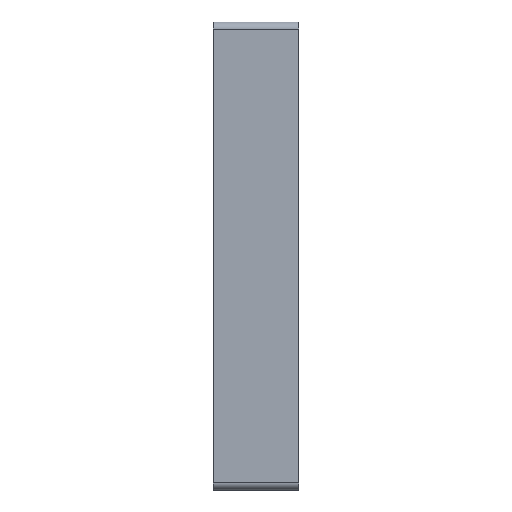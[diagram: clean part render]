
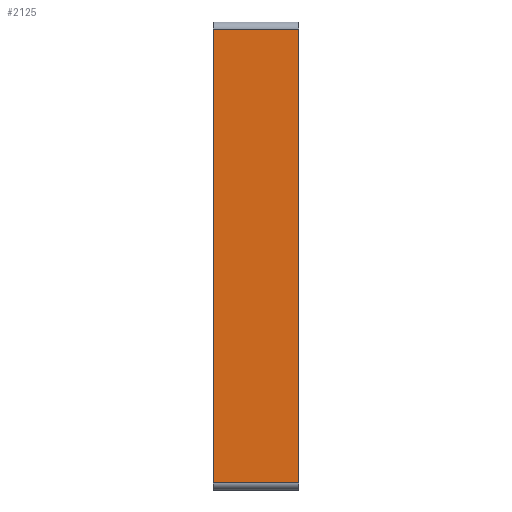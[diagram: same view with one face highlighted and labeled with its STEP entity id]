
A CAD part, left-side view. The second image highlights one B-rep face of the part: STEP entity #2125.
In plain terms, the highlighted planar face has unit normal (-1, 0, 0).
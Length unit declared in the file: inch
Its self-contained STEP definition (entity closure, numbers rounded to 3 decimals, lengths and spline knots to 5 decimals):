
#33 = DIRECTION ( 'NONE',  ( 0., 0., -1. ) ) ;
#75 = VERTEX_POINT ( 'NONE', #2458 ) ;
#334 = VECTOR ( 'NONE', #1944, 39.37008 ) ;
#399 = CARTESIAN_POINT ( 'NONE',  ( -2.125, -0.5, -2.0625 ) ) ;
#464 = EDGE_CURVE ( 'NONE', #601, #75, #2006, .T. ) ;
#563 = CARTESIAN_POINT ( 'NONE',  ( -2.125, 0.25, -2.0625 ) ) ;
#589 = VECTOR ( 'NONE', #2112, 39.37008 ) ;
#601 = VERTEX_POINT ( 'NONE', #1395 ) ;
#642 = EDGE_LOOP ( 'NONE', ( #1118, #2590, #1112, #2279 ) ) ;
#902 = EDGE_CURVE ( 'NONE', #1058, #75, #920, .T. ) ;
#920 = LINE ( 'NONE', #1723, #334 ) ;
#1058 = VERTEX_POINT ( 'NONE', #563 ) ;
#1112 = ORIENTED_EDGE ( 'NONE', *, *, #2165, .F. ) ;
#1118 = ORIENTED_EDGE ( 'NONE', *, *, #902, .F. ) ;
#1189 = AXIS2_PLACEMENT_3D ( 'NONE', #1942, #2589, #33 ) ;
#1190 = CARTESIAN_POINT ( 'NONE',  ( -2.125, -0.5, -2.0625 ) ) ;
#1260 = EDGE_CURVE ( 'NONE', #1058, #2272, #2538, .T. ) ;
#1282 = VECTOR ( 'NONE', #1497, 39.37008 ) ;
#1395 = CARTESIAN_POINT ( 'NONE',  ( -2.125, -0.5, 1.9375 ) ) ;
#1497 = DIRECTION ( 'NONE',  ( 0., 0., -1. ) ) ;
#1723 = CARTESIAN_POINT ( 'NONE',  ( -2.125, 0.25, -2.125 ) ) ;
#1733 = FACE_OUTER_BOUND ( 'NONE', #642, .T. ) ;
#1764 = CARTESIAN_POINT ( 'NONE',  ( -2.125, -0.5, 0. ) ) ;
#1925 = VECTOR ( 'NONE', #2652, 39.37008 ) ;
#1942 = CARTESIAN_POINT ( 'NONE',  ( -2.125, -0.5, 0. ) ) ;
#1944 = DIRECTION ( 'NONE',  ( 0., 0., 1. ) ) ;
#1988 = LINE ( 'NONE', #1764, #1282 ) ;
#2006 = LINE ( 'NONE', #2159, #1925 ) ;
#2112 = DIRECTION ( 'NONE',  ( 0., -1., 0. ) ) ;
#2125 = ADVANCED_FACE ( 'NONE', ( #1733 ), #2577, .F. ) ;
#2159 = CARTESIAN_POINT ( 'NONE',  ( -2.125, -0.5, 1.9375 ) ) ;
#2165 = EDGE_CURVE ( 'NONE', #601, #2272, #1988, .T. ) ;
#2272 = VERTEX_POINT ( 'NONE', #1190 ) ;
#2279 = ORIENTED_EDGE ( 'NONE', *, *, #464, .T. ) ;
#2458 = CARTESIAN_POINT ( 'NONE',  ( -2.125, 0.25, 1.9375 ) ) ;
#2538 = LINE ( 'NONE', #399, #589 ) ;
#2577 = PLANE ( 'NONE',  #1189 ) ;
#2589 = DIRECTION ( 'NONE',  ( 1., 0., 0. ) ) ;
#2590 = ORIENTED_EDGE ( 'NONE', *, *, #1260, .T. ) ;
#2652 = DIRECTION ( 'NONE',  ( 0., 1., 0. ) ) ;
